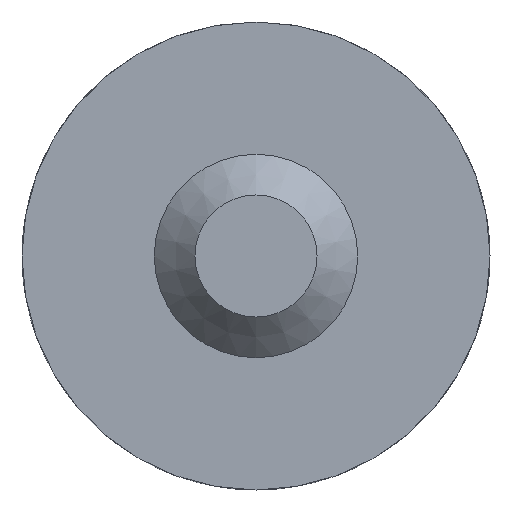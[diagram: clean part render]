
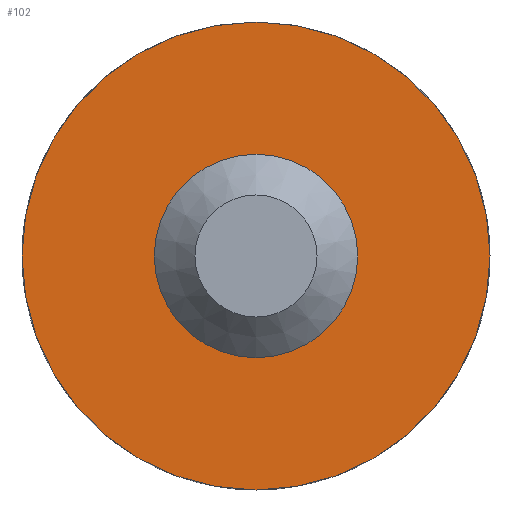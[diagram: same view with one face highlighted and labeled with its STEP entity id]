
A CAD part, front view. The second image highlights one B-rep face of the part: STEP entity #102.
In plain terms, the highlighted planar face has unit normal (0, -1, 0).
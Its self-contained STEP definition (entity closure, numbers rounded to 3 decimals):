
#102=ADVANCED_FACE('',(#218,#220),#222,.F.);
#218=FACE_BOUND('',#219,.T.);
#219=EDGE_LOOP('',(#315));
#220=FACE_BOUND('',#221,.T.);
#221=EDGE_LOOP('',(#316));
#222=PLANE('',#223);
#223=AXIS2_PLACEMENT_3D('',#224,#225,#226);
#224=CARTESIAN_POINT('',(0.,6.,0.));
#225=DIRECTION('',(0.,1.,0.));
#226=DIRECTION('',(0.,-0.,1.));
#315=ORIENTED_EDGE('',*,*,#343,.F.);
#316=ORIENTED_EDGE('',*,*,#346,.F.);
#343=EDGE_CURVE('',#374,#374,#375,.T.);
#346=EDGE_CURVE('',#378,#378,#379,.T.);
#374=VERTEX_POINT('',#441);
#375=CIRCLE('',#442,5.75);
#378=VERTEX_POINT('',#452);
#379=CIRCLE('',#453,2.25);
#441=CARTESIAN_POINT('',(0.,6.,5.75));
#442=AXIS2_PLACEMENT_3D('',#443,#444,#445);
#443=CARTESIAN_POINT('',(0.,6.,0.));
#444=DIRECTION('',(0.,1.,0.));
#445=DIRECTION('',(0.,0.,1.));
#452=CARTESIAN_POINT('',(2.25,6.,0.));
#453=AXIS2_PLACEMENT_3D('',#454,#455,#456);
#454=CARTESIAN_POINT('',(0.,6.,0.));
#455=DIRECTION('',(-0.,-1.,-0.));
#456=DIRECTION('',(1.,0.,0.));
